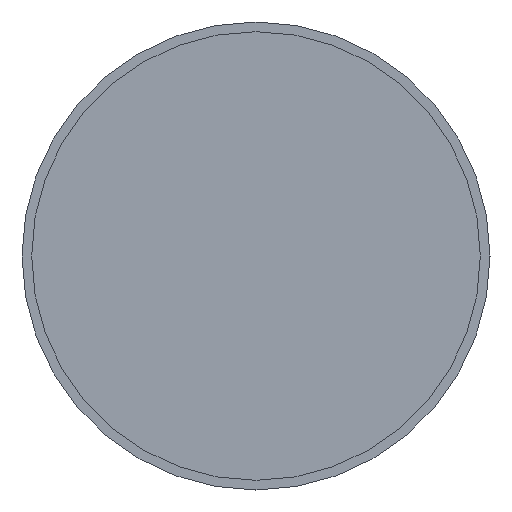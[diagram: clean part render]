
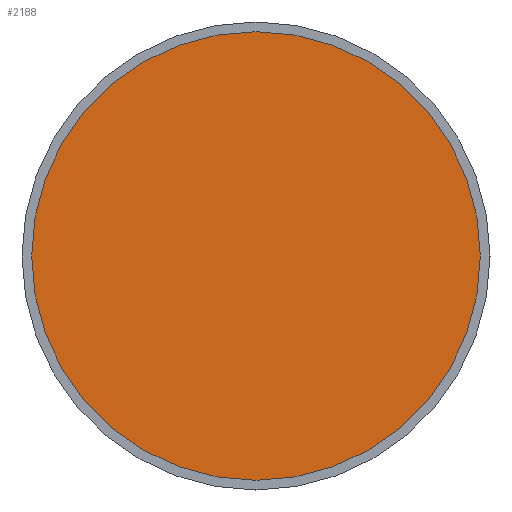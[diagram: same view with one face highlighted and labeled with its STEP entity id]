
A CAD part, left-side view. The second image highlights one B-rep face of the part: STEP entity #2188.
In plain terms, the highlighted planar face has unit normal (-1, 0, 0).
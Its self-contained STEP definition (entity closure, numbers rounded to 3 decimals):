
#247 = EDGE_CURVE ( 'NONE', #2538, #1161, #2416, .T. ) ;
#280 = EDGE_CURVE ( 'NONE', #1161, #2538, #998, .T. ) ;
#358 = AXIS2_PLACEMENT_3D ( 'NONE', #2576, #941, #967 ) ;
#627 = DIRECTION ( 'NONE',  ( 0., 0., 1. ) ) ;
#671 = ORIENTED_EDGE ( 'NONE', *, *, #280, .T. ) ;
#686 = FACE_OUTER_BOUND ( 'NONE', #1459, .T. ) ;
#771 = CARTESIAN_POINT ( 'NONE',  ( 8.817, 0., -104.5 ) ) ;
#907 = CARTESIAN_POINT ( 'NONE',  ( 8.817, 0., 0. ) ) ;
#941 = DIRECTION ( 'NONE',  ( -1., 0., 0. ) ) ;
#967 = DIRECTION ( 'NONE',  ( 0., 0., 1. ) ) ;
#998 = CIRCLE ( 'NONE', #2479, 104.5 ) ;
#1161 = VERTEX_POINT ( 'NONE', #2571 ) ;
#1459 = EDGE_LOOP ( 'NONE', ( #671, #2618 ) ) ;
#1955 = DIRECTION ( 'NONE',  ( -1., 0., 0. ) ) ;
#2016 = CARTESIAN_POINT ( 'NONE',  ( 8.817, 0., 0. ) ) ;
#2121 = AXIS2_PLACEMENT_3D ( 'NONE', #907, #1955, #2241 ) ;
#2188 = ADVANCED_FACE ( 'NONE', ( #686 ), #2742, .T. ) ;
#2241 = DIRECTION ( 'NONE',  ( 0., 0., 1. ) ) ;
#2416 = CIRCLE ( 'NONE', #2121, 104.5 ) ;
#2479 = AXIS2_PLACEMENT_3D ( 'NONE', #2016, #2651, #627 ) ;
#2538 = VERTEX_POINT ( 'NONE', #771 ) ;
#2571 = CARTESIAN_POINT ( 'NONE',  ( 8.817, 0., 104.5 ) ) ;
#2576 = CARTESIAN_POINT ( 'NONE',  ( 8.817, 0., 0. ) ) ;
#2618 = ORIENTED_EDGE ( 'NONE', *, *, #247, .T. ) ;
#2651 = DIRECTION ( 'NONE',  ( -1., 0., 0. ) ) ;
#2742 = PLANE ( 'NONE',  #358 ) ;
